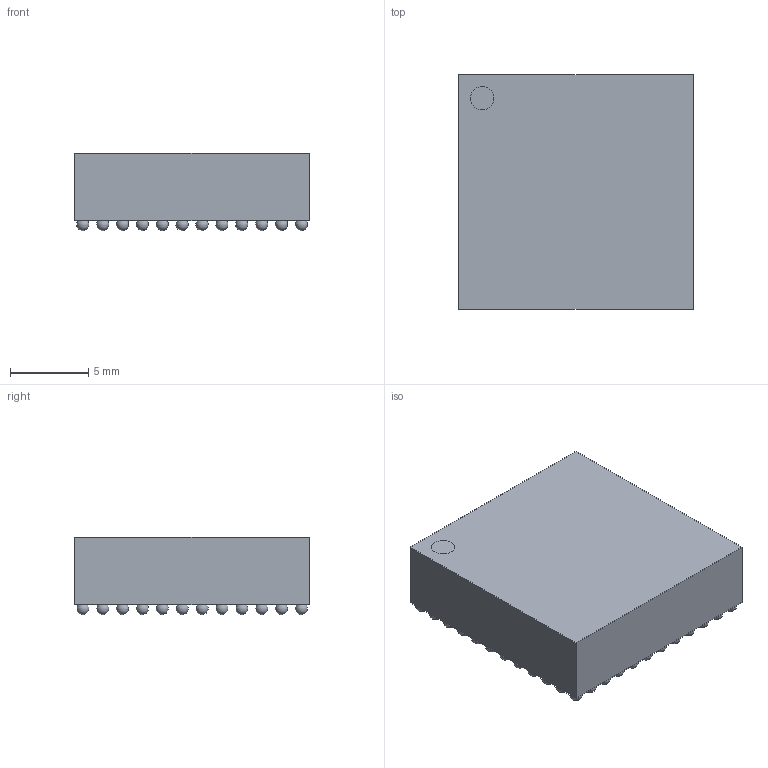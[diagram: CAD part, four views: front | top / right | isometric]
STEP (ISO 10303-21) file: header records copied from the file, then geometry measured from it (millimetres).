
FILE_DESCRIPTION(/* description */ ('model of Linear_BGA-133_15.0x15.0_Layout12x12_P1.27mm'),/* implementation_level */ '2;1');
FILE_NAME(/* name */ 'Linear_BGA-133_15.0x15.0_Layout12x12_P1.27mm.step',/* time_stamp */ '1970-01-01T00:00:00',/* author */ ('KiCAD','kicad'),/* organization */ ('OCCT'),/* preprocessor_version */ '',/* originating_system */ 'KiCAD',/* authorisation */ '');
FILE_SCHEMA(('AUTOMOTIVE_DESIGN { 1 0 10303 214 1 1 1 1 }'));
Length unit declared in the file: millimetre
Products named in the file (1): Linear_BGA-133_15.0x15.0_Layout12x12_P1.27mm
Bounding box: 15 x 15 x 4.94 mm (x, y, z)
Volume: 1002 mm3; surface area: 869.2 mm2
Topology: 1 solids, 1 shells, 141 faces, 414 edges, 276 vertices
Faces by surface type: sphere 133, plane 7, cylinder 1
Full cylindrical faces by diameter (mm): 1.5 x1
Entity records: 3372 total; most frequent: CARTESIAN_POINT 545, ORIENTED_EDGE 422, AXIS2_PLACEMENT_3D 409, EDGE_CURVE 281, VERTEX_POINT 276, FACE_BOUND 275, EDGE_LOOP 275, CIRCLE 268
